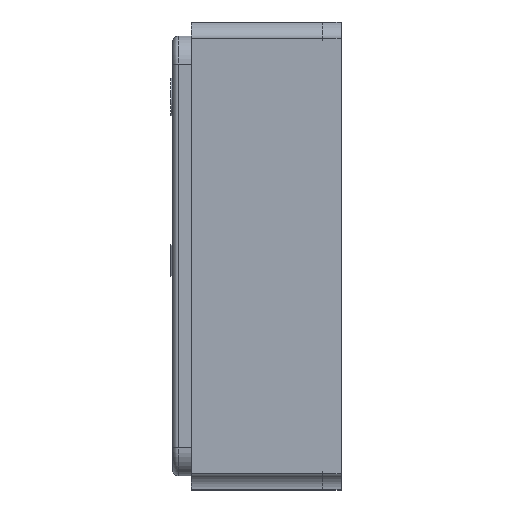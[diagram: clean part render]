
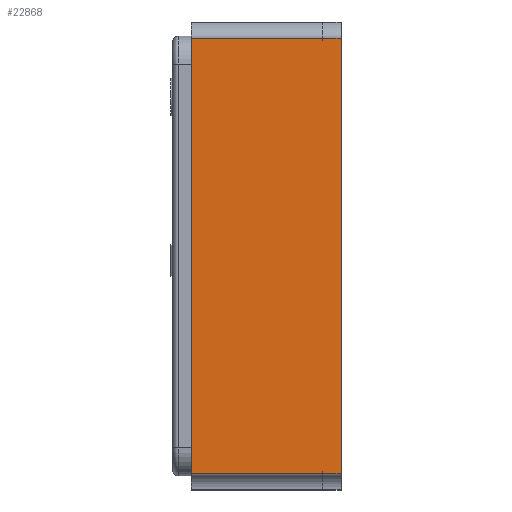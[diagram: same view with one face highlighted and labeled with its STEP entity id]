
A CAD part, left-side view. The second image highlights one B-rep face of the part: STEP entity #22868.
In plain terms, the highlighted planar face has unit normal (-1, 0, 0).
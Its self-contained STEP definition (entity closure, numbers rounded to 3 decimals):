
#1311 = LINE ( 'NONE', #26629, #1332 ) ;
#1327 = LINE ( 'NONE', #26660, #1330 ) ;
#1330 = VECTOR ( 'NONE', #26662, 1000. ) ;
#1332 = VECTOR ( 'NONE', #26663, 1000. ) ;
#1359 = LINE ( 'NONE', #26683, #1361 ) ;
#1361 = VECTOR ( 'NONE', #26684, 1000. ) ;
#1362 = LINE ( 'NONE', #26701, #1372 ) ;
#1367 = LINE ( 'NONE', #26707, #1370 ) ;
#1370 = VECTOR ( 'NONE', #26708, 1000. ) ;
#1372 = VECTOR ( 'NONE', #26709, 1000. ) ;
#1377 = LINE ( 'NONE', #26722, #1380 ) ;
#1380 = VECTOR ( 'NONE', #26723, 1000. ) ;
#4932 = EDGE_LOOP ( 'NONE', ( #12390, #12396, #12394, #12387, #12388, #12389 ) ) ;
#6943 = VERTEX_POINT ( 'NONE', #25908 ) ;
#6945 = VERTEX_POINT ( 'NONE', #25906 ) ;
#6952 = VERTEX_POINT ( 'NONE', #25899 ) ;
#6954 = VERTEX_POINT ( 'NONE', #25897 ) ;
#6956 = VERTEX_POINT ( 'NONE', #25895 ) ;
#6957 = VERTEX_POINT ( 'NONE', #25894 ) ;
#12387 = ORIENTED_EDGE ( 'NONE', *, *, #19106, .F. ) ;
#12388 = ORIENTED_EDGE ( 'NONE', *, *, #19100, .T. ) ;
#12389 = ORIENTED_EDGE ( 'NONE', *, *, #19084, .T. ) ;
#12390 = ORIENTED_EDGE ( 'NONE', *, *, #19083, .T. ) ;
#12394 = ORIENTED_EDGE ( 'NONE', *, *, #19105, .F. ) ;
#12396 = ORIENTED_EDGE ( 'NONE', *, *, #19111, .F. ) ;
#19083 = EDGE_CURVE ( 'NONE', #6943, #6957, #1327, .T. ) ;
#19084 = EDGE_CURVE ( 'NONE', #6954, #6943, #1311, .T. ) ;
#19100 = EDGE_CURVE ( 'NONE', #6956, #6954, #1359, .T. ) ;
#19105 = EDGE_CURVE ( 'NONE', #6952, #6945, #1367, .T. ) ;
#19106 = EDGE_CURVE ( 'NONE', #6956, #6952, #1362, .T. ) ;
#19111 = EDGE_CURVE ( 'NONE', #6945, #6957, #1377, .T. ) ;
#19313 = FACE_OUTER_BOUND ( 'NONE', #4932, .T. ) ;
#19780 = AXIS2_PLACEMENT_3D ( 'NONE', #21465, #21466, #21467 ) ;
#21453 = PLANE ( 'NONE',  #19780 ) ;
#21465 = CARTESIAN_POINT ( 'NONE',  ( -1.85, 0.8, 1.163 ) ) ;
#21466 = DIRECTION ( 'NONE',  ( 1., 0., 0. ) ) ;
#21467 = DIRECTION ( 'NONE',  ( 0., 0., -1. ) ) ;
#22868 = ADVANCED_FACE ( 'NONE', ( #19313 ), #21453, .F. ) ;
#25894 = CARTESIAN_POINT ( 'NONE',  ( -1.85, 0., 1.162 ) ) ;
#25895 = CARTESIAN_POINT ( 'NONE',  ( -1.85, 0.8, -1.162 ) ) ;
#25897 = CARTESIAN_POINT ( 'NONE',  ( -1.85, 0.1, -1.162 ) ) ;
#25899 = CARTESIAN_POINT ( 'NONE',  ( -1.85, 0.8, 1.163 ) ) ;
#25906 = CARTESIAN_POINT ( 'NONE',  ( -1.85, 0.1, 1.162 ) ) ;
#25908 = CARTESIAN_POINT ( 'NONE',  ( -1.85, 0., -1.162 ) ) ;
#26629 = CARTESIAN_POINT ( 'NONE',  ( -1.85, 0.1, -1.162 ) ) ;
#26660 = CARTESIAN_POINT ( 'NONE',  ( -1.85, 0., 1.163 ) ) ;
#26662 = DIRECTION ( 'NONE',  ( 0., 0., 1. ) ) ;
#26663 = DIRECTION ( 'NONE',  ( 0., -1., 0. ) ) ;
#26683 = CARTESIAN_POINT ( 'NONE',  ( -1.85, 0.8, -1.162 ) ) ;
#26684 = DIRECTION ( 'NONE',  ( 0., -1., 0. ) ) ;
#26701 = CARTESIAN_POINT ( 'NONE',  ( -1.85, 0.8, 1.163 ) ) ;
#26707 = CARTESIAN_POINT ( 'NONE',  ( -1.85, 0.8, 1.163 ) ) ;
#26708 = DIRECTION ( 'NONE',  ( 0., -1., 0. ) ) ;
#26709 = DIRECTION ( 'NONE',  ( 0., 0., 1. ) ) ;
#26722 = CARTESIAN_POINT ( 'NONE',  ( -1.85, 0.1, 1.162 ) ) ;
#26723 = DIRECTION ( 'NONE',  ( 0., -1., 0. ) ) ;
